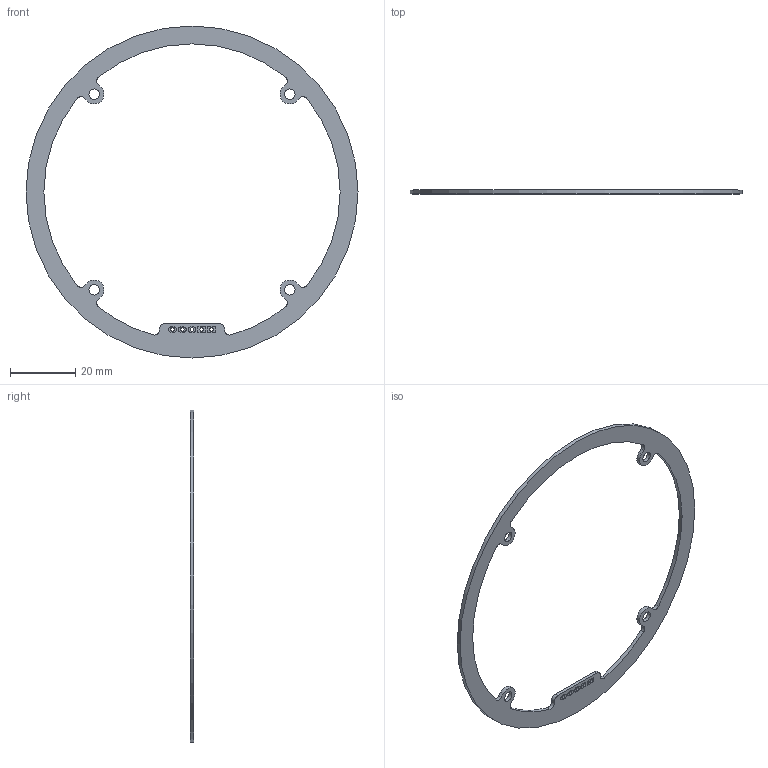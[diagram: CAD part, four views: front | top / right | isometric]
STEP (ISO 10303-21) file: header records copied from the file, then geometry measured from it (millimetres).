
FILE_DESCRIPTION(/* description */ (''),/* implementation_level */ '2;1');
FILE_NAME(/* name */ 'NeoPixel-Board.step',/* time_stamp */ '2024-10-26T21:58:53+09:00',/* author */ (''),/* organization */ (''),/* preprocessor_version */ 'ST-DEVELOPER v20',/* originating_system */ 'Autodesk Translation Framework v13.20.0.188',/* authorisation */ '');
FILE_SCHEMA (('AUTOMOTIVE_DESIGN { 1 0 10303 214 3 1 1 }'));
Length unit declared in the file: millimetre
Products named in the file (1): Main Board 3
Bounding box: 102 x 1.22 x 102 mm (x, y, z)
Volume: 2228.4 mm3; surface area: 4556.2 mm2
Topology: 1 solids, 1 shells, 1266 faces, 3474 edges, 2316 vertices
Faces by surface type: plane 1235, cylinder 31
Full cylindrical faces by diameter (mm): 1.15 x5, 3.2 x4, 102 x1
Entity records: 39449 total; most frequent: CARTESIAN_POINT 7057, ORIENTED_EDGE 6948, DIRECTION 6070, EDGE_CURVE 3474, LINE 3412, VECTOR 3412, VERTEX_POINT 2316, EDGE_LOOP 1392
